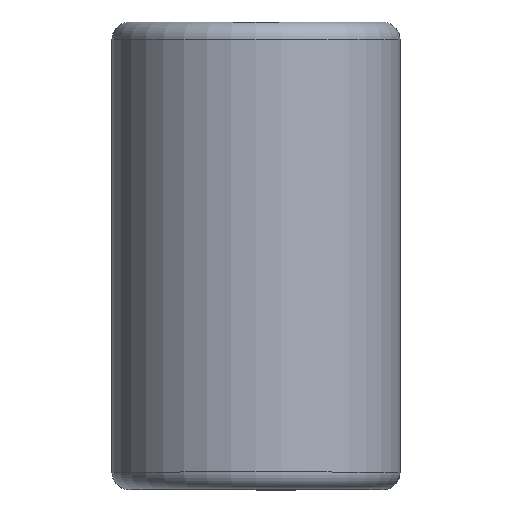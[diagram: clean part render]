
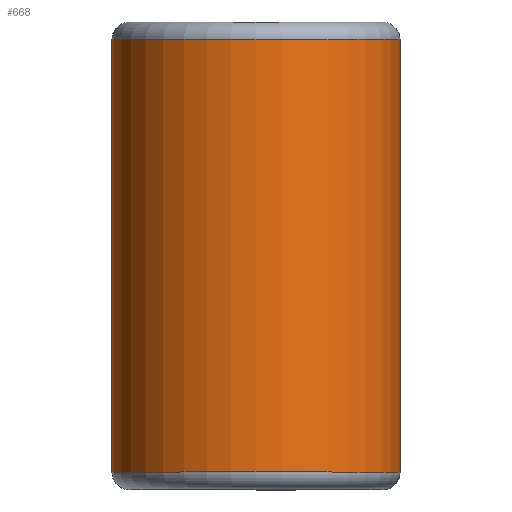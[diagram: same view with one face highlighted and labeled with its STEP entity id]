
A CAD part, top view. The second image highlights one B-rep face of the part: STEP entity #668.
In plain terms, the highlighted cylindrical face has radius 6.363 mm (diameter 12.725 mm), a partial arc.
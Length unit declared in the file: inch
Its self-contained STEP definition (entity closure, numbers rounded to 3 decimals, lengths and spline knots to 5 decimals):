
#19 = CARTESIAN_POINT ( 'NONE',  ( 0., -0.37625, 0.312 ) ) ;
#65 = ORIENTED_EDGE ( 'NONE', *, *, #2326, .T. ) ;
#101 = DIRECTION ( 'NONE',  ( 0., -1., 0. ) ) ;
#159 = CARTESIAN_POINT ( 'NONE',  ( -0.2505, 0.37625, 0.312 ) ) ;
#213 = VERTEX_POINT ( 'NONE', #1339 ) ;
#252 = DIRECTION ( 'NONE',  ( 0., 0., -1. ) ) ;
#265 = CARTESIAN_POINT ( 'NONE',  ( -0.2505, 0.37625, 0.312 ) ) ;
#392 = ORIENTED_EDGE ( 'NONE', *, *, #1079, .T. ) ;
#438 = LINE ( 'NONE', #159, #1539 ) ;
#513 = DIRECTION ( 'NONE',  ( 0., 1., 0. ) ) ;
#522 = AXIS2_PLACEMENT_3D ( 'NONE', #1377, #673, #1390 ) ;
#552 = CIRCLE ( 'NONE', #1693, 0.2505 ) ;
#608 = VERTEX_POINT ( 'NONE', #657 ) ;
#633 = LINE ( 'NONE', #1686, #2881 ) ;
#657 = CARTESIAN_POINT ( 'NONE',  ( -0.2505, -0.37625, 0.312 ) ) ;
#668 = ADVANCED_FACE ( 'NONE', ( #1320 ), #965, .T. ) ;
#673 = DIRECTION ( 'NONE',  ( 0., -1., 0. ) ) ;
#860 = CIRCLE ( 'NONE', #2749, 0.2505 ) ;
#929 = VERTEX_POINT ( 'NONE', #265 ) ;
#965 = CYLINDRICAL_SURFACE ( 'NONE', #522, 0.2505 ) ;
#1079 = EDGE_CURVE ( 'NONE', #213, #2565, #633, .T. ) ;
#1196 = EDGE_LOOP ( 'NONE', ( #392, #65, #1584, #1528 ) ) ;
#1288 = EDGE_CURVE ( 'NONE', #213, #608, #552, .T. ) ;
#1320 = FACE_OUTER_BOUND ( 'NONE', #1196, .T. ) ;
#1339 = CARTESIAN_POINT ( 'NONE',  ( 0.2505, -0.37625, 0.312 ) ) ;
#1377 = CARTESIAN_POINT ( 'NONE',  ( 0., 0.375, 0.312 ) ) ;
#1390 = DIRECTION ( 'NONE',  ( 0., 0., -1. ) ) ;
#1500 = CARTESIAN_POINT ( 'NONE',  ( 0., 0.37625, 0.312 ) ) ;
#1528 = ORIENTED_EDGE ( 'NONE', *, *, #1288, .F. ) ;
#1539 = VECTOR ( 'NONE', #2715, 39.37008 ) ;
#1584 = ORIENTED_EDGE ( 'NONE', *, *, #2833, .F. ) ;
#1654 = DIRECTION ( 'NONE',  ( 0., -1., 0. ) ) ;
#1686 = CARTESIAN_POINT ( 'NONE',  ( 0.2505, 0.37625, 0.312 ) ) ;
#1693 = AXIS2_PLACEMENT_3D ( 'NONE', #19, #1654, #252 ) ;
#1735 = DIRECTION ( 'NONE',  ( 0., 0., -1. ) ) ;
#2326 = EDGE_CURVE ( 'NONE', #2565, #929, #860, .T. ) ;
#2507 = CARTESIAN_POINT ( 'NONE',  ( 0.2505, 0.37625, 0.312 ) ) ;
#2565 = VERTEX_POINT ( 'NONE', #2507 ) ;
#2715 = DIRECTION ( 'NONE',  ( 0., 1., 0. ) ) ;
#2749 = AXIS2_PLACEMENT_3D ( 'NONE', #1500, #101, #1735 ) ;
#2833 = EDGE_CURVE ( 'NONE', #608, #929, #438, .T. ) ;
#2881 = VECTOR ( 'NONE', #513, 39.37008 ) ;
